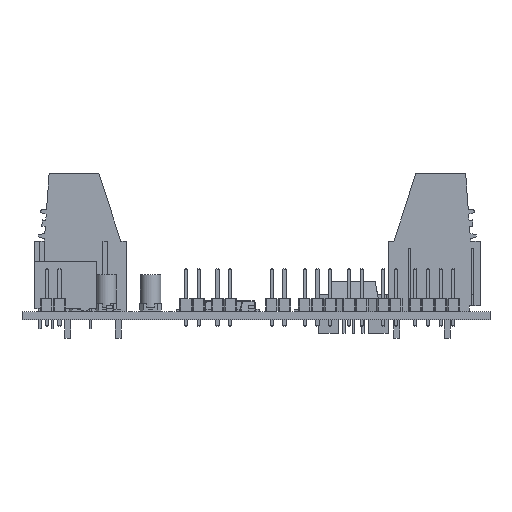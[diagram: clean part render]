
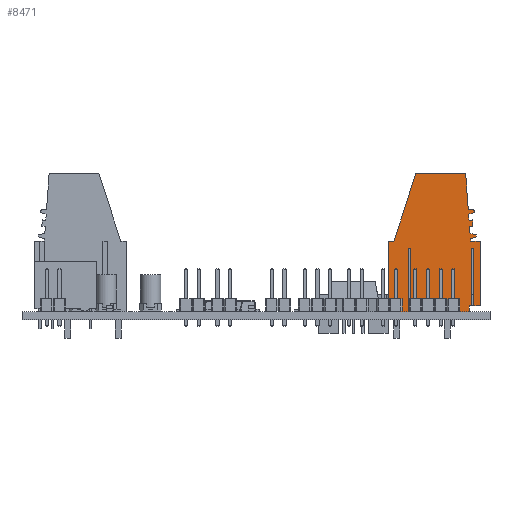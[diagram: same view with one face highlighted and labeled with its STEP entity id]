
A CAD part, left-side view. The second image highlights one B-rep face of the part: STEP entity #8471.
In plain terms, the highlighted planar face has unit normal (-1, 0, 0).
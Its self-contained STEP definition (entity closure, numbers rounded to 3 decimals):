
#8471 = ADVANCED_FACE('',(#8472),#8723,.F.);
#8472 = FACE_BOUND('',#8473,.F.);
#8473 = EDGE_LOOP('',(#8474,#8484,#8492,#8500,#8508,#8516,#8524,#8532,
    #8540,#8548,#8556,#8564,#8572,#8580,#8588,#8597,#8605,#8613,#8621,
    #8629,#8637,#8645,#8653,#8661,#8669,#8677,#8685,#8693,#8701,#8709,
    #8717));
#8474 = ORIENTED_EDGE('',*,*,#8475,.F.);
#8475 = EDGE_CURVE('',#8476,#8478,#8480,.T.);
#8476 = VERTEX_POINT('',#8477);
#8477 = CARTESIAN_POINT('',(-10.16,-5.9,-1.785));
#8478 = VERTEX_POINT('',#8479);
#8479 = CARTESIAN_POINT('',(-10.16,5.6,-1.785));
#8480 = LINE('',#8481,#8482);
#8481 = CARTESIAN_POINT('',(-10.16,-5.9,-1.785));
#8482 = VECTOR('',#8483,1.);
#8483 = DIRECTION('',(0.,1.,0.));
#8484 = ORIENTED_EDGE('',*,*,#8485,.T.);
#8485 = EDGE_CURVE('',#8476,#8486,#8488,.T.);
#8486 = VERTEX_POINT('',#8487);
#8487 = CARTESIAN_POINT('',(-10.16,-5.9,-2.25));
#8488 = LINE('',#8489,#8490);
#8489 = CARTESIAN_POINT('',(-10.16,-5.9,-1.785));
#8490 = VECTOR('',#8491,1.);
#8491 = DIRECTION('',(0.,0.,-1.));
#8492 = ORIENTED_EDGE('',*,*,#8493,.F.);
#8493 = EDGE_CURVE('',#8494,#8486,#8496,.T.);
#8494 = VERTEX_POINT('',#8495);
#8495 = CARTESIAN_POINT('',(-10.16,-7.9,-2.25));
#8496 = LINE('',#8497,#8498);
#8497 = CARTESIAN_POINT('',(-10.16,-7.9,-2.25));
#8498 = VECTOR('',#8499,1.);
#8499 = DIRECTION('',(0.,1.,0.));
#8500 = ORIENTED_EDGE('',*,*,#8501,.T.);
#8501 = EDGE_CURVE('',#8494,#8502,#8504,.T.);
#8502 = VERTEX_POINT('',#8503);
#8503 = CARTESIAN_POINT('',(-10.16,-7.9,-14.015));
#8504 = LINE('',#8505,#8506);
#8505 = CARTESIAN_POINT('',(-10.16,-7.9,-2.25));
#8506 = VECTOR('',#8507,1.);
#8507 = DIRECTION('',(0.,0.,-1.));
#8508 = ORIENTED_EDGE('',*,*,#8509,.T.);
#8509 = EDGE_CURVE('',#8502,#8510,#8512,.T.);
#8510 = VERTEX_POINT('',#8511);
#8511 = CARTESIAN_POINT('',(-10.16,5.6,-14.015));
#8512 = LINE('',#8513,#8514);
#8513 = CARTESIAN_POINT('',(-10.16,-7.9,-14.015));
#8514 = VECTOR('',#8515,1.);
#8515 = DIRECTION('',(0.,1.,0.));
#8516 = ORIENTED_EDGE('',*,*,#8517,.T.);
#8517 = EDGE_CURVE('',#8510,#8518,#8520,.T.);
#8518 = VERTEX_POINT('',#8519);
#8519 = CARTESIAN_POINT('',(-10.16,5.6,-14.465));
#8520 = LINE('',#8521,#8522);
#8521 = CARTESIAN_POINT('',(-10.16,5.6,-14.015));
#8522 = VECTOR('',#8523,1.);
#8523 = DIRECTION('',(0.,0.,-1.));
#8524 = ORIENTED_EDGE('',*,*,#8525,.F.);
#8525 = EDGE_CURVE('',#8526,#8518,#8528,.T.);
#8526 = VERTEX_POINT('',#8527);
#8527 = CARTESIAN_POINT('',(-10.16,-7.9,-14.465));
#8528 = LINE('',#8529,#8530);
#8529 = CARTESIAN_POINT('',(-10.16,-7.9,-14.465));
#8530 = VECTOR('',#8531,1.);
#8531 = DIRECTION('',(0.,1.,0.));
#8532 = ORIENTED_EDGE('',*,*,#8533,.T.);
#8533 = EDGE_CURVE('',#8526,#8534,#8536,.T.);
#8534 = VERTEX_POINT('',#8535);
#8535 = CARTESIAN_POINT('',(-10.16,-7.9,-18.48));
#8536 = LINE('',#8537,#8538);
#8537 = CARTESIAN_POINT('',(-10.16,-7.9,-14.465));
#8538 = VECTOR('',#8539,1.);
#8539 = DIRECTION('',(0.,0.,-1.));
#8540 = ORIENTED_EDGE('',*,*,#8541,.T.);
#8541 = EDGE_CURVE('',#8534,#8542,#8544,.T.);
#8542 = VERTEX_POINT('',#8543);
#8543 = CARTESIAN_POINT('',(-10.16,7.1,-18.48));
#8544 = LINE('',#8545,#8546);
#8545 = CARTESIAN_POINT('',(-10.16,-7.9,-18.48));
#8546 = VECTOR('',#8547,1.);
#8547 = DIRECTION('',(0.,1.,0.));
#8548 = ORIENTED_EDGE('',*,*,#8549,.T.);
#8549 = EDGE_CURVE('',#8542,#8550,#8552,.T.);
#8550 = VERTEX_POINT('',#8551);
#8551 = CARTESIAN_POINT('',(-10.16,7.1,-17.38));
#8552 = LINE('',#8553,#8554);
#8553 = CARTESIAN_POINT('',(-10.16,7.1,-18.48));
#8554 = VECTOR('',#8555,1.);
#8555 = DIRECTION('',(0.,0.,1.));
#8556 = ORIENTED_EDGE('',*,*,#8557,.T.);
#8557 = EDGE_CURVE('',#8550,#8558,#8560,.T.);
#8558 = VERTEX_POINT('',#8559);
#8559 = CARTESIAN_POINT('',(-10.16,20.6,-12.98));
#8560 = LINE('',#8561,#8562);
#8561 = CARTESIAN_POINT('',(-10.16,7.1,-17.38));
#8562 = VECTOR('',#8563,1.);
#8563 = DIRECTION('',(0.,0.951,0.31));
#8564 = ORIENTED_EDGE('',*,*,#8565,.T.);
#8565 = EDGE_CURVE('',#8558,#8566,#8568,.T.);
#8566 = VERTEX_POINT('',#8567);
#8567 = CARTESIAN_POINT('',(-10.16,20.6,-2.98));
#8568 = LINE('',#8569,#8570);
#8569 = CARTESIAN_POINT('',(-10.16,20.6,-12.98));
#8570 = VECTOR('',#8571,1.);
#8571 = DIRECTION('',(0.,0.,1.));
#8572 = ORIENTED_EDGE('',*,*,#8573,.T.);
#8573 = EDGE_CURVE('',#8566,#8574,#8576,.T.);
#8574 = VERTEX_POINT('',#8575);
#8575 = CARTESIAN_POINT('',(-10.16,13.483,-2.463));
#8576 = LINE('',#8577,#8578);
#8577 = CARTESIAN_POINT('',(-10.16,20.6,-2.98));
#8578 = VECTOR('',#8579,1.);
#8579 = DIRECTION('',(0.,-0.997,0.072));
#8580 = ORIENTED_EDGE('',*,*,#8581,.T.);
#8581 = EDGE_CURVE('',#8574,#8582,#8584,.T.);
#8582 = VERTEX_POINT('',#8583);
#8583 = CARTESIAN_POINT('',(-10.16,13.35,-1.441));
#8584 = LINE('',#8585,#8586);
#8585 = CARTESIAN_POINT('',(-10.16,13.483,-2.463));
#8586 = VECTOR('',#8587,1.);
#8587 = DIRECTION('',(0.,-0.128,0.992));
#8588 = ORIENTED_EDGE('',*,*,#8589,.T.);
#8589 = EDGE_CURVE('',#8582,#8590,#8592,.T.);
#8590 = VERTEX_POINT('',#8591);
#8591 = CARTESIAN_POINT('',(-10.16,12.764,-1.399));
#8592 = CIRCLE('',#8593,0.3);
#8593 = AXIS2_PLACEMENT_3D('',#8594,#8595,#8596);
#8594 = CARTESIAN_POINT('',(-10.16,13.053,-1.48));
#8595 = DIRECTION('',(1.,0.,0.));
#8596 = DIRECTION('',(-0.,0.992,0.128));
#8597 = ORIENTED_EDGE('',*,*,#8598,.T.);
#8598 = EDGE_CURVE('',#8590,#8599,#8601,.T.);
#8599 = VERTEX_POINT('',#8600);
#8600 = CARTESIAN_POINT('',(-10.16,12.485,-2.391));
#8601 = LINE('',#8602,#8603);
#8602 = CARTESIAN_POINT('',(-10.16,12.764,-1.399));
#8603 = VECTOR('',#8604,1.);
#8604 = DIRECTION('',(0.,-0.27,-0.963));
#8605 = ORIENTED_EDGE('',*,*,#8606,.T.);
#8606 = EDGE_CURVE('',#8599,#8607,#8609,.T.);
#8607 = VERTEX_POINT('',#8608);
#8608 = CARTESIAN_POINT('',(-10.16,11.288,-2.304));
#8609 = LINE('',#8610,#8611);
#8610 = CARTESIAN_POINT('',(-10.16,12.485,-2.391));
#8611 = VECTOR('',#8612,1.);
#8612 = DIRECTION('',(0.,-0.997,0.072));
#8613 = ORIENTED_EDGE('',*,*,#8614,.T.);
#8614 = EDGE_CURVE('',#8607,#8615,#8617,.T.);
#8615 = VERTEX_POINT('',#8616);
#8616 = CARTESIAN_POINT('',(-10.16,11.339,-1.606));
#8617 = LINE('',#8618,#8619);
#8618 = CARTESIAN_POINT('',(-10.16,11.288,-2.304));
#8619 = VECTOR('',#8620,1.);
#8620 = DIRECTION('',(0.,0.072,0.997));
#8621 = ORIENTED_EDGE('',*,*,#8622,.T.);
#8622 = EDGE_CURVE('',#8615,#8623,#8625,.T.);
#8623 = VERTEX_POINT('',#8624);
#8624 = CARTESIAN_POINT('',(-10.16,10.092,-1.515));
#8625 = LINE('',#8626,#8627);
#8626 = CARTESIAN_POINT('',(-10.16,11.339,-1.606));
#8627 = VECTOR('',#8628,1.);
#8628 = DIRECTION('',(0.,-0.997,0.072));
#8629 = ORIENTED_EDGE('',*,*,#8630,.T.);
#8630 = EDGE_CURVE('',#8623,#8631,#8633,.T.);
#8631 = VERTEX_POINT('',#8632);
#8632 = CARTESIAN_POINT('',(-10.16,10.042,-2.214));
#8633 = LINE('',#8634,#8635);
#8634 = CARTESIAN_POINT('',(-10.16,10.092,-1.515));
#8635 = VECTOR('',#8636,1.);
#8636 = DIRECTION('',(0.,-0.072,-0.997));
#8637 = ORIENTED_EDGE('',*,*,#8638,.T.);
#8638 = EDGE_CURVE('',#8631,#8639,#8641,.T.);
#8639 = VERTEX_POINT('',#8640);
#8640 = CARTESIAN_POINT('',(-10.16,8.595,-2.109));
#8641 = LINE('',#8642,#8643);
#8642 = CARTESIAN_POINT('',(-10.16,10.042,-2.214));
#8643 = VECTOR('',#8644,1.);
#8644 = DIRECTION('',(0.,-0.997,0.072));
#8645 = ORIENTED_EDGE('',*,*,#8646,.T.);
#8646 = EDGE_CURVE('',#8639,#8647,#8649,.T.);
#8647 = VERTEX_POINT('',#8648);
#8648 = CARTESIAN_POINT('',(-10.16,8.609,-1.923));
#8649 = LINE('',#8650,#8651);
#8650 = CARTESIAN_POINT('',(-10.16,8.595,-2.109));
#8651 = VECTOR('',#8652,1.);
#8652 = DIRECTION('',(0.,0.072,0.997));
#8653 = ORIENTED_EDGE('',*,*,#8654,.T.);
#8654 = EDGE_CURVE('',#8647,#8655,#8657,.T.);
#8655 = VERTEX_POINT('',#8656);
#8656 = CARTESIAN_POINT('',(-10.16,8.324,-0.836));
#8657 = LINE('',#8658,#8659);
#8658 = CARTESIAN_POINT('',(-10.16,8.609,-1.923));
#8659 = VECTOR('',#8660,1.);
#8660 = DIRECTION('',(0.,-0.253,0.967));
#8661 = ORIENTED_EDGE('',*,*,#8662,.T.);
#8662 = EDGE_CURVE('',#8655,#8663,#8665,.T.);
#8663 = VERTEX_POINT('',#8664);
#8664 = CARTESIAN_POINT('',(-10.16,7.945,-0.808));
#8665 = LINE('',#8666,#8667);
#8666 = CARTESIAN_POINT('',(-10.16,8.324,-0.836));
#8667 = VECTOR('',#8668,1.);
#8668 = DIRECTION('',(0.,-0.997,0.072));
#8669 = ORIENTED_EDGE('',*,*,#8670,.T.);
#8670 = EDGE_CURVE('',#8663,#8671,#8673,.T.);
#8671 = VERTEX_POINT('',#8672);
#8672 = CARTESIAN_POINT('',(-10.16,7.6,-2.036));
#8673 = LINE('',#8674,#8675);
#8674 = CARTESIAN_POINT('',(-10.16,7.945,-0.808));
#8675 = VECTOR('',#8676,1.);
#8676 = DIRECTION('',(0.,-0.27,-0.963));
#8677 = ORIENTED_EDGE('',*,*,#8678,.T.);
#8678 = EDGE_CURVE('',#8671,#8679,#8681,.T.);
#8679 = VERTEX_POINT('',#8680);
#8680 = CARTESIAN_POINT('',(-10.16,7.1,-2.));
#8681 = LINE('',#8682,#8683);
#8682 = CARTESIAN_POINT('',(-10.16,7.6,-2.036));
#8683 = VECTOR('',#8684,1.);
#8684 = DIRECTION('',(0.,-0.997,0.072));
#8685 = ORIENTED_EDGE('',*,*,#8686,.T.);
#8686 = EDGE_CURVE('',#8679,#8687,#8689,.T.);
#8687 = VERTEX_POINT('',#8688);
#8688 = CARTESIAN_POINT('',(-10.16,7.1,0.));
#8689 = LINE('',#8690,#8691);
#8690 = CARTESIAN_POINT('',(-10.16,7.1,-2.));
#8691 = VECTOR('',#8692,1.);
#8692 = DIRECTION('',(0.,0.,1.));
#8693 = ORIENTED_EDGE('',*,*,#8694,.T.);
#8694 = EDGE_CURVE('',#8687,#8695,#8697,.T.);
#8695 = VERTEX_POINT('',#8696);
#8696 = CARTESIAN_POINT('',(-10.16,-5.9,0.));
#8697 = LINE('',#8698,#8699);
#8698 = CARTESIAN_POINT('',(-10.16,7.1,0.));
#8699 = VECTOR('',#8700,1.);
#8700 = DIRECTION('',(0.,-1.,0.));
#8701 = ORIENTED_EDGE('',*,*,#8702,.T.);
#8702 = EDGE_CURVE('',#8695,#8703,#8705,.T.);
#8703 = VERTEX_POINT('',#8704);
#8704 = CARTESIAN_POINT('',(-10.16,-5.9,-1.335));
#8705 = LINE('',#8706,#8707);
#8706 = CARTESIAN_POINT('',(-10.16,-5.9,0.));
#8707 = VECTOR('',#8708,1.);
#8708 = DIRECTION('',(0.,0.,-1.));
#8709 = ORIENTED_EDGE('',*,*,#8710,.T.);
#8710 = EDGE_CURVE('',#8703,#8711,#8713,.T.);
#8711 = VERTEX_POINT('',#8712);
#8712 = CARTESIAN_POINT('',(-10.16,5.6,-1.335));
#8713 = LINE('',#8714,#8715);
#8714 = CARTESIAN_POINT('',(-10.16,-5.9,-1.335));
#8715 = VECTOR('',#8716,1.);
#8716 = DIRECTION('',(0.,1.,0.));
#8717 = ORIENTED_EDGE('',*,*,#8718,.T.);
#8718 = EDGE_CURVE('',#8711,#8478,#8719,.T.);
#8719 = LINE('',#8720,#8721);
#8720 = CARTESIAN_POINT('',(-10.16,5.6,-1.335));
#8721 = VECTOR('',#8722,1.);
#8722 = DIRECTION('',(0.,0.,-1.));
#8723 = PLANE('',#8724);
#8724 = AXIS2_PLACEMENT_3D('',#8725,#8726,#8727);
#8725 = CARTESIAN_POINT('',(-10.16,0.,0.));
#8726 = DIRECTION('',(1.,0.,0.));
#8727 = DIRECTION('',(0.,0.,-1.));
